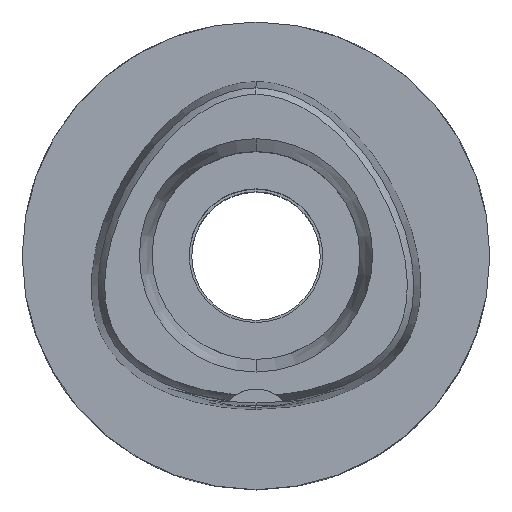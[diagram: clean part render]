
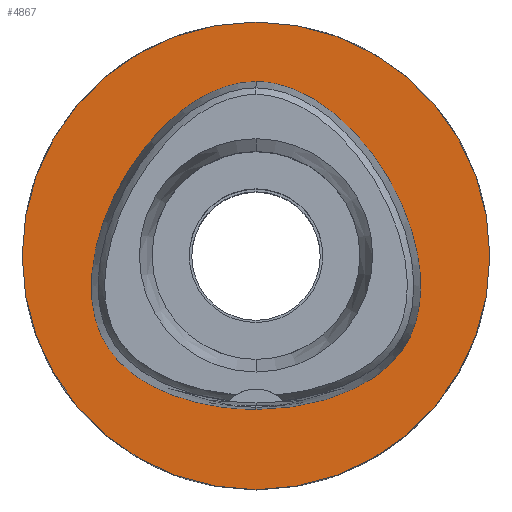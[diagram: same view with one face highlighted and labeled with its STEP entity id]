
A CAD part, top view. The second image highlights one B-rep face of the part: STEP entity #4867.
In plain terms, the highlighted planar face has unit normal (0, 0, 1).
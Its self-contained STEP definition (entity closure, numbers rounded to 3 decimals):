
#80 = EDGE_LOOP ( 'NONE', ( #92, #1547 ) ) ;
#92 = ORIENTED_EDGE ( 'NONE', *, *, #4564, .F. ) ;
#120 = EDGE_LOOP ( 'NONE', ( #3218, #3654 ) ) ;
#159 = CARTESIAN_POINT ( 'NONE',  ( 22.057, -6.848, 0. ) ) ;
#252 = DIRECTION ( 'NONE',  ( 0., -1., 0. ) ) ;
#253 = AXIS2_PLACEMENT_3D ( 'NONE', #4299, #2091, #2823 ) ;
#469 = AXIS2_PLACEMENT_3D ( 'NONE', #2537, #600, #252 ) ;
#520 = CARTESIAN_POINT ( 'NONE',  ( 21.978, -0.281, 0. ) ) ;
#542 = CARTESIAN_POINT ( 'NONE',  ( 18.068, 10.432, 0. ) ) ;
#599 = CARTESIAN_POINT ( 'NONE',  ( -5.098, 22.526, 0. ) ) ;
#600 = DIRECTION ( 'NONE',  ( 0., 0., -1. ) ) ;
#617 = CARTESIAN_POINT ( 'NONE',  ( 20.749, 4.657, 0. ) ) ;
#656 = DIRECTION ( 'NONE',  ( 0., 1., 0. ) ) ;
#799 = CARTESIAN_POINT ( 'NONE',  ( 0., 31.5, 0. ) ) ;
#808 = CARTESIAN_POINT ( 'NONE',  ( -2.114, -20.675, 0. ) ) ;
#937 = CARTESIAN_POINT ( 'NONE',  ( 21.555, -8.996, 0. ) ) ;
#1010 = CARTESIAN_POINT ( 'NONE',  ( 18.568, -14.169, 0. ) ) ;
#1111 = CARTESIAN_POINT ( 'NONE',  ( -18.568, -14.169, 0. ) ) ;
#1126 = B_SPLINE_CURVE_WITH_KNOTS ( 'NONE', 3,
 ( #4062, #4464, #4788, #3675, #2936, #2489, #1010, #3216, #4808, #4013, #937, #159, #2130, #520, #617, #542, #1379, #1317, #2887, #2155, #4413, #4743, #2085 ),
 .UNSPECIFIED., .F., .F.,
 ( 4, 1, 1, 1, 1, 1, 1, 1, 1, 1, 1, 1, 1, 1, 1, 1, 1, 1, 1, 1, 4 ),
 ( 0., 0.083, 0.167, 0.208, 0.25, 0.292, 0.313, 0.333, 0.354, 0.375, 0.417, 0.458, 0.5, 0.583, 0.667, 0.75, 0.833, 0.875, 0.917, 0.958, 1. ),
 .UNSPECIFIED. ) ;
#1168 = CARTESIAN_POINT ( 'NONE',  ( -11.233, -18.893, 0. ) ) ;
#1194 = VERTEX_POINT ( 'NONE', #4439 ) ;
#1317 = CARTESIAN_POINT ( 'NONE',  ( 10.746, 19.174, 0. ) ) ;
#1319 = B_SPLINE_CURVE_WITH_KNOTS ( 'NONE', 3,
 ( #3657, #2513, #4044, #599, #3678, #4628, #3821, #4217, #1506, #2632, #3071, #4549, #2993, #4911, #1534, #4600, #1111, #4143, #3444, #1168, #4575, #808, #4521 ),
 .UNSPECIFIED., .F., .F.,
 ( 4, 1, 1, 1, 1, 1, 1, 1, 1, 1, 1, 1, 1, 1, 1, 1, 1, 1, 1, 1, 4 ),
 ( 0., 0.042, 0.083, 0.125, 0.167, 0.25, 0.333, 0.417, 0.5, 0.542, 0.583, 0.625, 0.646, 0.667, 0.688, 0.708, 0.75, 0.792, 0.833, 0.917, 1. ),
 .UNSPECIFIED. ) ;
#1379 = CARTESIAN_POINT ( 'NONE',  ( 14.408, 15.641, 0. ) ) ;
#1506 = CARTESIAN_POINT ( 'NONE',  ( -20.749, 4.657, 0. ) ) ;
#1534 = CARTESIAN_POINT ( 'NONE',  ( -20.35, -11.749, 0. ) ) ;
#1547 = ORIENTED_EDGE ( 'NONE', *, *, #2325, .F. ) ;
#1762 = CIRCLE ( 'NONE', #3450, 31.5 ) ;
#1908 = VERTEX_POINT ( 'NONE', #799 ) ;
#2085 = CARTESIAN_POINT ( 'NONE',  ( 0., 23.475, 0. ) ) ;
#2091 = DIRECTION ( 'NONE',  ( 0., 0., -1. ) ) ;
#2130 = CARTESIAN_POINT ( 'NONE',  ( 22.245, -4.1, 0. ) ) ;
#2155 = CARTESIAN_POINT ( 'NONE',  ( 5.098, 22.526, 0. ) ) ;
#2325 = EDGE_CURVE ( 'NONE', #4221, #1908, #3786, .T. ) ;
#2489 = CARTESIAN_POINT ( 'NONE',  ( 16.959, -15.678, 0. ) ) ;
#2513 = CARTESIAN_POINT ( 'NONE',  ( -0.855, 23.475, 0. ) ) ;
#2514 = FACE_OUTER_BOUND ( 'NONE', #80, .T. ) ;
#2537 = CARTESIAN_POINT ( 'NONE',  ( 0., 0., 0. ) ) ;
#2599 = EDGE_CURVE ( 'NONE', #3515, #1194, #1319, .T. ) ;
#2632 = CARTESIAN_POINT ( 'NONE',  ( -21.978, -0.281, 0. ) ) ;
#2795 = CARTESIAN_POINT ( 'NONE',  ( 0., 23.475, 0. ) ) ;
#2823 = DIRECTION ( 'NONE',  ( 0., -1., 0. ) ) ;
#2887 = CARTESIAN_POINT ( 'NONE',  ( 7.571, 21.315, 0. ) ) ;
#2893 = PLANE ( 'NONE',  #469 ) ;
#2936 = CARTESIAN_POINT ( 'NONE',  ( 14.673, -17.214, 0. ) ) ;
#2993 = CARTESIAN_POINT ( 'NONE',  ( -21.555, -8.996, 0. ) ) ;
#3071 = CARTESIAN_POINT ( 'NONE',  ( -22.245, -4.1, 0. ) ) ;
#3216 = CARTESIAN_POINT ( 'NONE',  ( 19.649, -12.825, 0. ) ) ;
#3218 = ORIENTED_EDGE ( 'NONE', *, *, #2599, .F. ) ;
#3444 = CARTESIAN_POINT ( 'NONE',  ( -14.673, -17.214, 0. ) ) ;
#3450 = AXIS2_PLACEMENT_3D ( 'NONE', #4825, #4071, #656 ) ;
#3515 = VERTEX_POINT ( 'NONE', #2795 ) ;
#3654 = ORIENTED_EDGE ( 'NONE', *, *, #3827, .F. ) ;
#3657 = CARTESIAN_POINT ( 'NONE',  ( 0., 23.475, 0. ) ) ;
#3675 = CARTESIAN_POINT ( 'NONE',  ( 11.233, -18.893, 0. ) ) ;
#3678 = CARTESIAN_POINT ( 'NONE',  ( -7.571, 21.315, 0. ) ) ;
#3786 = CIRCLE ( 'NONE', #253, 31.5 ) ;
#3821 = CARTESIAN_POINT ( 'NONE',  ( -14.408, 15.641, 0. ) ) ;
#3827 = EDGE_CURVE ( 'NONE', #1194, #3515, #1126, .T. ) ;
#4013 = CARTESIAN_POINT ( 'NONE',  ( 20.932, -10.604, 0. ) ) ;
#4044 = CARTESIAN_POINT ( 'NONE',  ( -2.565, 23.293, 0. ) ) ;
#4062 = CARTESIAN_POINT ( 'NONE',  ( 0., -20.675, 0. ) ) ;
#4071 = DIRECTION ( 'NONE',  ( 0., 0., -1. ) ) ;
#4143 = CARTESIAN_POINT ( 'NONE',  ( -16.959, -15.678, 0. ) ) ;
#4217 = CARTESIAN_POINT ( 'NONE',  ( -18.068, 10.432, 0. ) ) ;
#4221 = VERTEX_POINT ( 'NONE', #4382 ) ;
#4299 = CARTESIAN_POINT ( 'NONE',  ( 0., 0., 0. ) ) ;
#4382 = CARTESIAN_POINT ( 'NONE',  ( 0., -31.5, 0. ) ) ;
#4413 = CARTESIAN_POINT ( 'NONE',  ( 2.565, 23.293, 0. ) ) ;
#4421 = FACE_BOUND ( 'NONE', #120, .T. ) ;
#4439 = CARTESIAN_POINT ( 'NONE',  ( 0., -20.675, 0. ) ) ;
#4464 = CARTESIAN_POINT ( 'NONE',  ( 2.114, -20.675, 0. ) ) ;
#4521 = CARTESIAN_POINT ( 'NONE',  ( 0., -20.675, 0. ) ) ;
#4549 = CARTESIAN_POINT ( 'NONE',  ( -22.057, -6.848, 0. ) ) ;
#4564 = EDGE_CURVE ( 'NONE', #1908, #4221, #1762, .T. ) ;
#4575 = CARTESIAN_POINT ( 'NONE',  ( -6.341, -20.298, 0. ) ) ;
#4600 = CARTESIAN_POINT ( 'NONE',  ( -19.649, -12.825, 0. ) ) ;
#4628 = CARTESIAN_POINT ( 'NONE',  ( -10.746, 19.174, 0. ) ) ;
#4743 = CARTESIAN_POINT ( 'NONE',  ( 0.855, 23.475, 0. ) ) ;
#4788 = CARTESIAN_POINT ( 'NONE',  ( 6.341, -20.298, 0. ) ) ;
#4808 = CARTESIAN_POINT ( 'NONE',  ( 20.35, -11.749, 0. ) ) ;
#4825 = CARTESIAN_POINT ( 'NONE',  ( 0., 0., 0. ) ) ;
#4867 = ADVANCED_FACE ( 'NONE', ( #2514, #4421 ), #2893, .F. ) ;
#4911 = CARTESIAN_POINT ( 'NONE',  ( -20.932, -10.604, 0. ) ) ;
